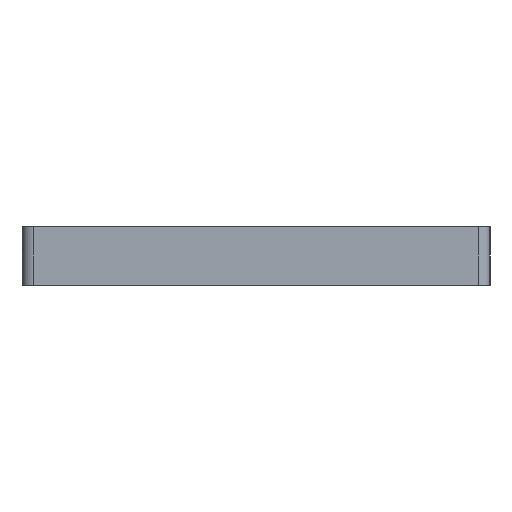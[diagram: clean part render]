
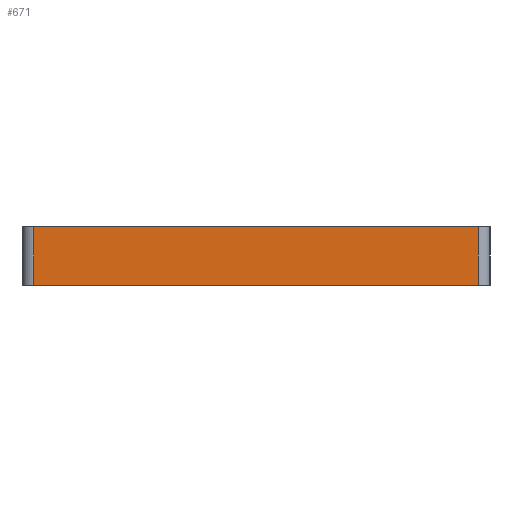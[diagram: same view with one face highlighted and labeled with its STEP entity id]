
A CAD part, left-side view. The second image highlights one B-rep face of the part: STEP entity #671.
In plain terms, the highlighted planar face has unit normal (-1, 0, 0).
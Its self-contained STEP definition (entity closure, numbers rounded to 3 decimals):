
#9 = VECTOR ( 'NONE', #700, 1000. ) ;
#13 = CARTESIAN_POINT ( 'NONE',  ( -75., 19., 5. ) ) ;
#38 = DIRECTION ( 'NONE',  ( 1., 0., 0. ) ) ;
#56 = CARTESIAN_POINT ( 'NONE',  ( -75., -19., 0. ) ) ;
#81 = CARTESIAN_POINT ( 'NONE',  ( -75., 19., 5. ) ) ;
#105 = FACE_OUTER_BOUND ( 'NONE', #123, .T. ) ;
#111 = LINE ( 'NONE', #684, #419 ) ;
#117 = CARTESIAN_POINT ( 'NONE',  ( -75., 20., 5. ) ) ;
#123 = EDGE_LOOP ( 'NONE', ( #749, #854, #920, #848 ) ) ;
#127 = CARTESIAN_POINT ( 'NONE',  ( -75., 20., 5. ) ) ;
#175 = EDGE_CURVE ( 'NONE', #318, #794, #781, .T. ) ;
#258 = AXIS2_PLACEMENT_3D ( 'NONE', #117, #38, #923 ) ;
#318 = VERTEX_POINT ( 'NONE', #664 ) ;
#349 = LINE ( 'NONE', #127, #9 ) ;
#354 = CARTESIAN_POINT ( 'NONE',  ( -75., 20., 0. ) ) ;
#384 = PLANE ( 'NONE',  #258 ) ;
#410 = VECTOR ( 'NONE', #563, 1000. ) ;
#419 = VECTOR ( 'NONE', #619, 1000. ) ;
#481 = VECTOR ( 'NONE', #891, 1000. ) ;
#493 = EDGE_CURVE ( 'NONE', #794, #661, #111, .T. ) ;
#560 = EDGE_CURVE ( 'NONE', #568, #318, #660, .T. ) ;
#563 = DIRECTION ( 'NONE',  ( 0., -1., 0. ) ) ;
#568 = VERTEX_POINT ( 'NONE', #13 ) ;
#619 = DIRECTION ( 'NONE',  ( 0., 0., 1. ) ) ;
#660 = LINE ( 'NONE', #81, #481 ) ;
#661 = VERTEX_POINT ( 'NONE', #800 ) ;
#664 = CARTESIAN_POINT ( 'NONE',  ( -75., 19., 0. ) ) ;
#671 = ADVANCED_FACE ( 'NONE', ( #105 ), #384, .F. ) ;
#684 = CARTESIAN_POINT ( 'NONE',  ( -75., -19., 5. ) ) ;
#700 = DIRECTION ( 'NONE',  ( 0., -1., 0. ) ) ;
#749 = ORIENTED_EDGE ( 'NONE', *, *, #175, .T. ) ;
#781 = LINE ( 'NONE', #354, #410 ) ;
#794 = VERTEX_POINT ( 'NONE', #56 ) ;
#800 = CARTESIAN_POINT ( 'NONE',  ( -75., -19., 5. ) ) ;
#810 = EDGE_CURVE ( 'NONE', #568, #661, #349, .T. ) ;
#848 = ORIENTED_EDGE ( 'NONE', *, *, #560, .T. ) ;
#854 = ORIENTED_EDGE ( 'NONE', *, *, #493, .T. ) ;
#891 = DIRECTION ( 'NONE',  ( 0., 0., -1. ) ) ;
#920 = ORIENTED_EDGE ( 'NONE', *, *, #810, .F. ) ;
#923 = DIRECTION ( 'NONE',  ( 0., 1., 0. ) ) ;
